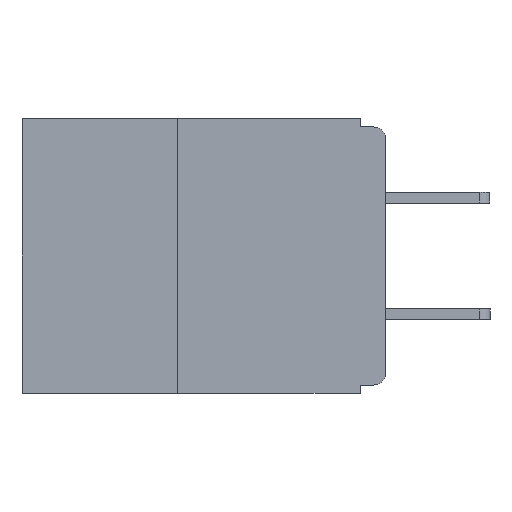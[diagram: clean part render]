
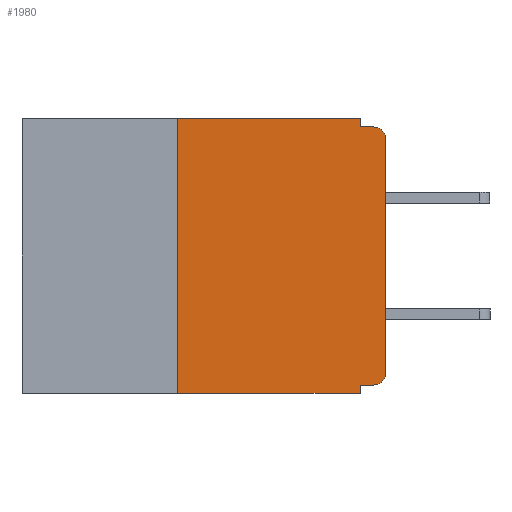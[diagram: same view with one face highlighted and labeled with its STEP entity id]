
A CAD part, left-side view. The second image highlights one B-rep face of the part: STEP entity #1980.
In plain terms, the highlighted planar face has unit normal (-1, 0, 0).
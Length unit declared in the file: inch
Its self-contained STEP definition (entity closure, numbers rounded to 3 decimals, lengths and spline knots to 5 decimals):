
#232 = ORIENTED_EDGE ( 'NONE', *, *, #8685, .F. ) ;
#487 = CARTESIAN_POINT ( 'NONE',  ( 0., 0., -0.025 ) ) ;
#603 = CARTESIAN_POINT ( 'NONE',  ( 0., 0., -0.01 ) ) ;
#1980 = ADVANCED_FACE ( 'NONE', ( #29573 ), #27915, .F. ) ;
#2502 = CARTESIAN_POINT ( 'NONE',  ( 0., 0.031, -0.32 ) ) ;
#2563 = EDGE_CURVE ( 'NONE', #30570, #11595, #11152, .T. ) ;
#3425 = CIRCLE ( 'NONE', #7192, 0.015 ) ;
#3517 = CARTESIAN_POINT ( 'NONE',  ( 0., 0., -0.305 ) ) ;
#3689 = CARTESIAN_POINT ( 'NONE',  ( 0., 0.015, -0.305 ) ) ;
#4786 = ORIENTED_EDGE ( 'NONE', *, *, #2563, .T. ) ;
#4972 = ORIENTED_EDGE ( 'NONE', *, *, #25631, .T. ) ;
#6399 = VECTOR ( 'NONE', #31080, 39.37008 ) ;
#6401 = ORIENTED_EDGE ( 'NONE', *, *, #25065, .T. ) ;
#6502 = DIRECTION ( 'NONE',  ( 0., 0., -1. ) ) ;
#6573 = VECTOR ( 'NONE', #9432, 39.37008 ) ;
#6772 = EDGE_CURVE ( 'NONE', #9372, #8003, #27992, .T. ) ;
#6989 = CARTESIAN_POINT ( 'NONE',  ( 0., 0.031, -0.33 ) ) ;
#7192 = AXIS2_PLACEMENT_3D ( 'NONE', #3689, #22698, #6502 ) ;
#8003 = VERTEX_POINT ( 'NONE', #487 ) ;
#8685 = EDGE_CURVE ( 'NONE', #22470, #32551, #12678, .T. ) ;
#9342 = CARTESIAN_POINT ( 'NONE',  ( 0., 0.437, 0. ) ) ;
#9372 = VERTEX_POINT ( 'NONE', #3517 ) ;
#9432 = DIRECTION ( 'NONE',  ( 0., 0., 1. ) ) ;
#10537 = ORIENTED_EDGE ( 'NONE', *, *, #6772, .T. ) ;
#11152 = LINE ( 'NONE', #20187, #31566 ) ;
#11403 = VECTOR ( 'NONE', #22826, 39.37008 ) ;
#11595 = VERTEX_POINT ( 'NONE', #16740 ) ;
#11819 = VECTOR ( 'NONE', #19832, 39.37008 ) ;
#12181 = ORIENTED_EDGE ( 'NONE', *, *, #22550, .F. ) ;
#12206 = AXIS2_PLACEMENT_3D ( 'NONE', #28375, #12392, #31005 ) ;
#12392 = DIRECTION ( 'NONE',  ( -1., 0., 0. ) ) ;
#12551 = VECTOR ( 'NONE', #17498, 39.37008 ) ;
#12678 = LINE ( 'NONE', #17107, #11819 ) ;
#13116 = AXIS2_PLACEMENT_3D ( 'NONE', #24104, #28023, #33073 ) ;
#13649 = VECTOR ( 'NONE', #19742, 39.37008 ) ;
#14170 = VERTEX_POINT ( 'NONE', #30179 ) ;
#16599 = ORIENTED_EDGE ( 'NONE', *, *, #17188, .F. ) ;
#16740 = CARTESIAN_POINT ( 'NONE',  ( 0., 0.031, -0.33 ) ) ;
#17107 = CARTESIAN_POINT ( 'NONE',  ( 0., 0.031, 0. ) ) ;
#17188 = EDGE_CURVE ( 'NONE', #27961, #22870, #25945, .T. ) ;
#17246 = VERTEX_POINT ( 'NONE', #33503 ) ;
#17498 = DIRECTION ( 'NONE',  ( 0., 1., 0. ) ) ;
#17524 = CARTESIAN_POINT ( 'NONE',  ( 0., 0., 0. ) ) ;
#18888 = EDGE_LOOP ( 'NONE', ( #10537, #6401, #25552, #232, #19488, #12181, #4786, #20895, #16599, #4972 ) ) ;
#19488 = ORIENTED_EDGE ( 'NONE', *, *, #30711, .F. ) ;
#19587 = CARTESIAN_POINT ( 'NONE',  ( 0., 0.25, -0.33 ) ) ;
#19742 = DIRECTION ( 'NONE',  ( 0., -1., 0. ) ) ;
#19779 = EDGE_CURVE ( 'NONE', #22870, #11595, #20846, .T. ) ;
#19832 = DIRECTION ( 'NONE',  ( 0., 0., -1. ) ) ;
#19860 = CARTESIAN_POINT ( 'NONE',  ( 0., 0.031, 0. ) ) ;
#20067 = DIRECTION ( 'NONE',  ( 0., -1., 0. ) ) ;
#20073 = CARTESIAN_POINT ( 'NONE',  ( 0., 0.25, -0.33 ) ) ;
#20187 = CARTESIAN_POINT ( 'NONE',  ( 0., 0.437, -0.33 ) ) ;
#20846 = LINE ( 'NONE', #6989, #6399 ) ;
#20895 = ORIENTED_EDGE ( 'NONE', *, *, #19779, .F. ) ;
#22229 = CIRCLE ( 'NONE', #12206, 0.015 ) ;
#22470 = VERTEX_POINT ( 'NONE', #19860 ) ;
#22550 = EDGE_CURVE ( 'NONE', #30570, #17246, #25660, .T. ) ;
#22698 = DIRECTION ( 'NONE',  ( -1., 0., 0. ) ) ;
#22826 = DIRECTION ( 'NONE',  ( 0., 0., 1. ) ) ;
#22870 = VERTEX_POINT ( 'NONE', #2502 ) ;
#24104 = CARTESIAN_POINT ( 'NONE',  ( 0., 0.437, 0. ) ) ;
#25065 = EDGE_CURVE ( 'NONE', #8003, #14170, #22229, .T. ) ;
#25437 = DIRECTION ( 'NONE',  ( 0., -1., 0. ) ) ;
#25552 = ORIENTED_EDGE ( 'NONE', *, *, #31738, .F. ) ;
#25631 = EDGE_CURVE ( 'NONE', #27961, #9372, #3425, .T. ) ;
#25660 = LINE ( 'NONE', #20073, #11403 ) ;
#25945 = LINE ( 'NONE', #33292, #12551 ) ;
#26629 = VECTOR ( 'NONE', #25437, 39.37008 ) ;
#27469 = LINE ( 'NONE', #9342, #26629 ) ;
#27915 = PLANE ( 'NONE',  #13116 ) ;
#27961 = VERTEX_POINT ( 'NONE', #32690 ) ;
#27992 = LINE ( 'NONE', #17524, #6573 ) ;
#28023 = DIRECTION ( 'NONE',  ( 1., 0., 0. ) ) ;
#28191 = CARTESIAN_POINT ( 'NONE',  ( 0., 0.031, -0.01 ) ) ;
#28375 = CARTESIAN_POINT ( 'NONE',  ( 0., 0.015, -0.025 ) ) ;
#28624 = LINE ( 'NONE', #603, #13649 ) ;
#29573 = FACE_OUTER_BOUND ( 'NONE', #18888, .T. ) ;
#30179 = CARTESIAN_POINT ( 'NONE',  ( 0., 0.015, -0.01 ) ) ;
#30570 = VERTEX_POINT ( 'NONE', #19587 ) ;
#30711 = EDGE_CURVE ( 'NONE', #17246, #22470, #27469, .T. ) ;
#31005 = DIRECTION ( 'NONE',  ( 0., 0., -1. ) ) ;
#31080 = DIRECTION ( 'NONE',  ( 0., 0., -1. ) ) ;
#31566 = VECTOR ( 'NONE', #20067, 39.37008 ) ;
#31738 = EDGE_CURVE ( 'NONE', #32551, #14170, #28624, .T. ) ;
#32551 = VERTEX_POINT ( 'NONE', #28191 ) ;
#32690 = CARTESIAN_POINT ( 'NONE',  ( 0., 0.015, -0.32 ) ) ;
#33073 = DIRECTION ( 'NONE',  ( 0., 0., -1. ) ) ;
#33292 = CARTESIAN_POINT ( 'NONE',  ( 0., 0., -0.32 ) ) ;
#33503 = CARTESIAN_POINT ( 'NONE',  ( 0., 0.25, 0. ) ) ;
